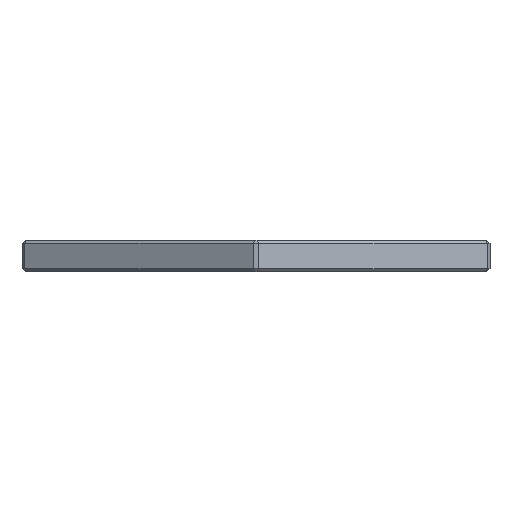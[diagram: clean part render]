
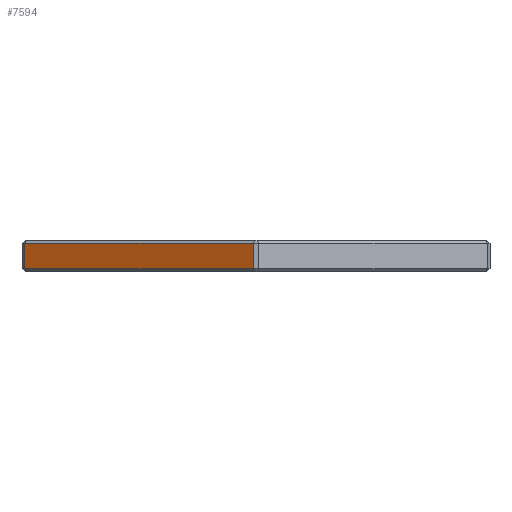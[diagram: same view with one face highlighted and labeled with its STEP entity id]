
A CAD part, front view. The second image highlights one B-rep face of the part: STEP entity #7594.
In plain terms, the highlighted planar face has unit normal (-0.5, -0.866, 0).
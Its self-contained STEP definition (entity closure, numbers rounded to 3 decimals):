
#292 = PLANE('',#293);
#293 = AXIS2_PLACEMENT_3D('',#294,#295,#296);
#294 = CARTESIAN_POINT('',(-36.681,-21.033,65.25));
#295 = DIRECTION('',(-0.354,-0.612,-0.707));
#296 = DIRECTION('',(0.866,-0.5,0.));
#1623 = PLANE('',#1624);
#1624 = AXIS2_PLACEMENT_3D('',#1625,#1626,#1627);
#1625 = CARTESIAN_POINT('',(-36.681,-21.033,69.75));
#1626 = DIRECTION('',(0.354,0.612,-0.707));
#1627 = DIRECTION('',(0.866,-0.5,0.));
#3010 = VERTEX_POINT('',#3011);
#3011 = CARTESIAN_POINT('',(-36.373,-21.5,65.5));
#3046 = PLANE('',#3047);
#3047 = AXIS2_PLACEMENT_3D('',#3048,#3049,#3050);
#3048 = CARTESIAN_POINT('',(-36.59,-21.125,65.));
#3049 = DIRECTION('',(-0.866,-0.5,0.));
#3050 = DIRECTION('',(-0.,-0.,-1.));
#3118 = VERTEX_POINT('',#3119);
#3119 = CARTESIAN_POINT('',(-0.433,-42.25,65.5));
#3140 = EDGE_CURVE('',#3010,#3118,#3141,.T.);
#3141 = SURFACE_CURVE('',#3142,(#3146,#3153),.PCURVE_S1.);
#3142 = LINE('',#3143,#3144);
#3143 = CARTESIAN_POINT('',(-36.806,-21.25,65.5));
#3144 = VECTOR('',#3145,1.);
#3145 = DIRECTION('',(0.866,-0.5,0.));
#3146 = PCURVE('',#292,#3147);
#3147 = DEFINITIONAL_REPRESENTATION('',(#3148),#3152);
#3148 = LINE('',#3149,#3150);
#3149 = CARTESIAN_POINT('',(0.,0.354));
#3150 = VECTOR('',#3151,1.);
#3151 = DIRECTION('',(1.,0.));
#3152 = ( GEOMETRIC_REPRESENTATION_CONTEXT(2) 
PARAMETRIC_REPRESENTATION_CONTEXT() REPRESENTATION_CONTEXT('2D SPACE',''
  ) );
#3153 = PCURVE('',#3154,#3159);
#3154 = PLANE('',#3155);
#3155 = AXIS2_PLACEMENT_3D('',#3156,#3157,#3158);
#3156 = CARTESIAN_POINT('',(-36.806,-21.25,65.));
#3157 = DIRECTION('',(0.5,0.866,0.));
#3158 = DIRECTION('',(0.866,-0.5,0.));
#3159 = DEFINITIONAL_REPRESENTATION('',(#3160),#3164);
#3160 = LINE('',#3161,#3162);
#3161 = CARTESIAN_POINT('',(0.,-0.5));
#3162 = VECTOR('',#3163,1.);
#3163 = DIRECTION('',(1.,0.));
#3164 = ( GEOMETRIC_REPRESENTATION_CONTEXT(2) 
PARAMETRIC_REPRESENTATION_CONTEXT() REPRESENTATION_CONTEXT('2D SPACE',''
  ) );
#3262 = PLANE('',#3263);
#3263 = AXIS2_PLACEMENT_3D('',#3264,#3265,#3266);
#3264 = CARTESIAN_POINT('',(0.,-42.25,65.));
#3265 = DIRECTION('',(-0.,-1.,0.));
#3266 = DIRECTION('',(0.,0.,1.));
#5407 = VERTEX_POINT('',#5408);
#5408 = CARTESIAN_POINT('',(-36.373,-21.5,69.5));
#5507 = VERTEX_POINT('',#5508);
#5508 = CARTESIAN_POINT('',(-0.433,-42.25,69.5));
#5529 = EDGE_CURVE('',#5407,#5507,#5530,.T.);
#5530 = SURFACE_CURVE('',#5531,(#5535,#5542),.PCURVE_S1.);
#5531 = LINE('',#5532,#5533);
#5532 = CARTESIAN_POINT('',(-36.806,-21.25,69.5));
#5533 = VECTOR('',#5534,1.);
#5534 = DIRECTION('',(0.866,-0.5,0.));
#5535 = PCURVE('',#1623,#5536);
#5536 = DEFINITIONAL_REPRESENTATION('',(#5537),#5541);
#5537 = LINE('',#5538,#5539);
#5538 = CARTESIAN_POINT('',(0.,0.354));
#5539 = VECTOR('',#5540,1.);
#5540 = DIRECTION('',(1.,0.));
#5541 = ( GEOMETRIC_REPRESENTATION_CONTEXT(2) 
PARAMETRIC_REPRESENTATION_CONTEXT() REPRESENTATION_CONTEXT('2D SPACE',''
  ) );
#5542 = PCURVE('',#3154,#5543);
#5543 = DEFINITIONAL_REPRESENTATION('',(#5544),#5548);
#5544 = LINE('',#5545,#5546);
#5545 = CARTESIAN_POINT('',(0.,-4.5));
#5546 = VECTOR('',#5547,1.);
#5547 = DIRECTION('',(1.,0.));
#5548 = ( GEOMETRIC_REPRESENTATION_CONTEXT(2) 
PARAMETRIC_REPRESENTATION_CONTEXT() REPRESENTATION_CONTEXT('2D SPACE',''
  ) );
#7546 = EDGE_CURVE('',#3010,#5407,#7547,.T.);
#7547 = SURFACE_CURVE('',#7548,(#7552,#7559),.PCURVE_S1.);
#7548 = LINE('',#7549,#7550);
#7549 = CARTESIAN_POINT('',(-36.373,-21.5,65.));
#7550 = VECTOR('',#7551,1.);
#7551 = DIRECTION('',(0.,0.,1.));
#7552 = PCURVE('',#3046,#7553);
#7553 = DEFINITIONAL_REPRESENTATION('',(#7554),#7558);
#7554 = LINE('',#7555,#7556);
#7555 = CARTESIAN_POINT('',(-0.,0.433));
#7556 = VECTOR('',#7557,1.);
#7557 = DIRECTION('',(-1.,0.));
#7558 = ( GEOMETRIC_REPRESENTATION_CONTEXT(2) 
PARAMETRIC_REPRESENTATION_CONTEXT() REPRESENTATION_CONTEXT('2D SPACE',''
  ) );
#7559 = PCURVE('',#3154,#7560);
#7560 = DEFINITIONAL_REPRESENTATION('',(#7561),#7565);
#7561 = LINE('',#7562,#7563);
#7562 = CARTESIAN_POINT('',(0.5,0.));
#7563 = VECTOR('',#7564,1.);
#7564 = DIRECTION('',(0.,-1.));
#7565 = ( GEOMETRIC_REPRESENTATION_CONTEXT(2) 
PARAMETRIC_REPRESENTATION_CONTEXT() REPRESENTATION_CONTEXT('2D SPACE',''
  ) );
#7594 = ADVANCED_FACE('',(#7595),#3154,.F.);
#7595 = FACE_BOUND('',#7596,.F.);
#7596 = EDGE_LOOP('',(#7597,#7618,#7619,#7620));
#7597 = ORIENTED_EDGE('',*,*,#7598,.F.);
#7598 = EDGE_CURVE('',#3118,#5507,#7599,.T.);
#7599 = SURFACE_CURVE('',#7600,(#7604,#7611),.PCURVE_S1.);
#7600 = LINE('',#7601,#7602);
#7601 = CARTESIAN_POINT('',(-0.433,-42.25,65.));
#7602 = VECTOR('',#7603,1.);
#7603 = DIRECTION('',(0.,0.,1.));
#7604 = PCURVE('',#3154,#7605);
#7605 = DEFINITIONAL_REPRESENTATION('',(#7606),#7610);
#7606 = LINE('',#7607,#7608);
#7607 = CARTESIAN_POINT('',(42.,0.));
#7608 = VECTOR('',#7609,1.);
#7609 = DIRECTION('',(0.,-1.));
#7610 = ( GEOMETRIC_REPRESENTATION_CONTEXT(2) 
PARAMETRIC_REPRESENTATION_CONTEXT() REPRESENTATION_CONTEXT('2D SPACE',''
  ) );
#7611 = PCURVE('',#3262,#7612);
#7612 = DEFINITIONAL_REPRESENTATION('',(#7613),#7617);
#7613 = LINE('',#7614,#7615);
#7614 = CARTESIAN_POINT('',(0.,0.433));
#7615 = VECTOR('',#7616,1.);
#7616 = DIRECTION('',(1.,0.));
#7617 = ( GEOMETRIC_REPRESENTATION_CONTEXT(2) 
PARAMETRIC_REPRESENTATION_CONTEXT() REPRESENTATION_CONTEXT('2D SPACE',''
  ) );
#7618 = ORIENTED_EDGE('',*,*,#3140,.F.);
#7619 = ORIENTED_EDGE('',*,*,#7546,.T.);
#7620 = ORIENTED_EDGE('',*,*,#5529,.T.);
